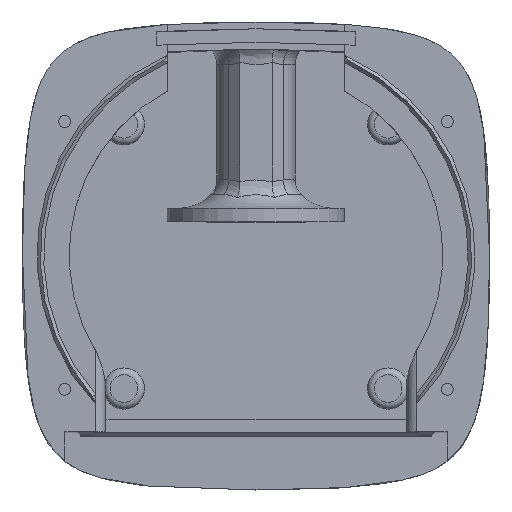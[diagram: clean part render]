
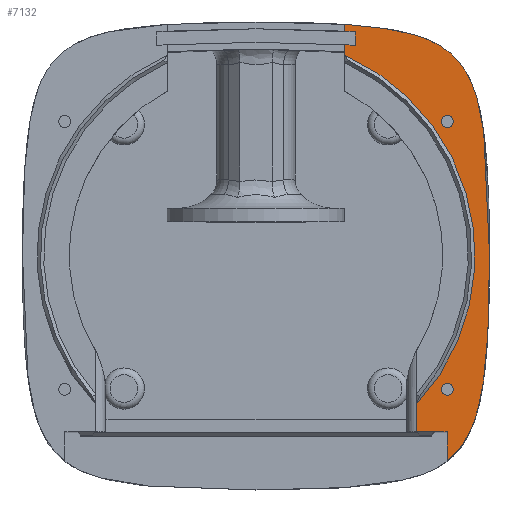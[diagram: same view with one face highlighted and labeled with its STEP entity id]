
A CAD part, top view. The second image highlights one B-rep face of the part: STEP entity #7132.
In plain terms, the highlighted planar face has unit normal (0, 0, 1).
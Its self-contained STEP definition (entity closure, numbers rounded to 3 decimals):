
#86=FACE_BOUND('',#2178,.T.);
#87=FACE_BOUND('',#2179,.T.);
#161=(
BOUNDED_CURVE()
B_SPLINE_CURVE(2,(#10704,#10705,#10706),.UNSPECIFIED.,.F.,.F.)
B_SPLINE_CURVE_WITH_KNOTS((3,3),(-5.216,0.),.UNSPECIFIED.)
CURVE()
GEOMETRIC_REPRESENTATION_ITEM()
RATIONAL_B_SPLINE_CURVE((1.66,1.733,1.))
REPRESENTATION_ITEM('')
);
#162=(
BOUNDED_CURVE()
B_SPLINE_CURVE(2,(#10708,#10709,#10710),.UNSPECIFIED.,.F.,.F.)
B_SPLINE_CURVE_WITH_KNOTS((3,3),(-9.494,-1.076),
 .UNSPECIFIED.)
CURVE()
GEOMETRIC_REPRESENTATION_ITEM()
RATIONAL_B_SPLINE_CURVE((1.,2.182,1.268))
REPRESENTATION_ITEM('')
);
#186=PLANE('',#7563);
#423=LINE('',#10698,#1082);
#424=LINE('',#10700,#1083);
#425=LINE('',#10702,#1084);
#426=LINE('',#10712,#1085);
#427=LINE('',#10719,#1086);
#428=LINE('',#10728,#1087);
#1082=VECTOR('',#8146,10.);
#1083=VECTOR('',#8147,10.);
#1084=VECTOR('',#8148,10.);
#1085=VECTOR('',#8149,10.);
#1086=VECTOR('',#8150,10.);
#1087=VECTOR('',#8151,10.);
#1764=FACE_OUTER_BOUND('',#2177,.T.);
#2177=EDGE_LOOP('',(#4972,#4973,#4974,#4975,#4976,#4977,#4978,#4979,#4980,
#4981,#4982));
#2178=EDGE_LOOP('',(#4983));
#2179=EDGE_LOOP('',(#4984));
#2634=B_SPLINE_CURVE_WITH_KNOTS('',3,(#10714,#10715,#10716,#10717),
 .UNSPECIFIED.,.F.,.F.,(4,4),(1.084,1.275),
 .UNSPECIFIED.);
#2635=B_SPLINE_CURVE_WITH_KNOTS('',3,(#10721,#10722,#10723,#10724,#10725,
#10726,#10727),.UNSPECIFIED.,.F.,.F.,(4,3,4),(-1.297,-1.261,
-1.1),.UNSPECIFIED.);
#2840=CIRCLE('',#7560,51.6);
#2842=CIRCLE('',#7564,1.4);
#2843=CIRCLE('',#7565,1.4);
#3065=VERTEX_POINT('',#10664);
#3070=VERTEX_POINT('',#10683);
#3073=VERTEX_POINT('',#10697);
#3074=VERTEX_POINT('',#10699);
#3075=VERTEX_POINT('',#10701);
#3076=VERTEX_POINT('',#10703);
#3077=VERTEX_POINT('',#10707);
#3078=VERTEX_POINT('',#10711);
#3079=VERTEX_POINT('',#10713);
#3080=VERTEX_POINT('',#10718);
#3081=VERTEX_POINT('',#10720);
#3082=VERTEX_POINT('',#10729);
#3083=VERTEX_POINT('',#10731);
#3805=EDGE_CURVE('',#3070,#3065,#2840,.T.);
#3809=EDGE_CURVE('',#3065,#3073,#423,.T.);
#3810=EDGE_CURVE('',#3073,#3074,#424,.T.);
#3811=EDGE_CURVE('',#3074,#3075,#425,.T.);
#3812=EDGE_CURVE('',#3075,#3076,#161,.T.);
#3813=EDGE_CURVE('',#3076,#3077,#162,.T.);
#3814=EDGE_CURVE('',#3077,#3078,#426,.T.);
#3815=EDGE_CURVE('',#3078,#3079,#2634,.T.);
#3816=EDGE_CURVE('',#3079,#3080,#427,.T.);
#3817=EDGE_CURVE('',#3080,#3081,#2635,.T.);
#3818=EDGE_CURVE('',#3081,#3070,#428,.T.);
#3819=EDGE_CURVE('',#3082,#3082,#2842,.T.);
#3820=EDGE_CURVE('',#3083,#3083,#2843,.T.);
#4972=ORIENTED_EDGE('',*,*,#3805,.T.);
#4973=ORIENTED_EDGE('',*,*,#3809,.T.);
#4974=ORIENTED_EDGE('',*,*,#3810,.T.);
#4975=ORIENTED_EDGE('',*,*,#3811,.T.);
#4976=ORIENTED_EDGE('',*,*,#3812,.T.);
#4977=ORIENTED_EDGE('',*,*,#3813,.T.);
#4978=ORIENTED_EDGE('',*,*,#3814,.T.);
#4979=ORIENTED_EDGE('',*,*,#3815,.T.);
#4980=ORIENTED_EDGE('',*,*,#3816,.T.);
#4981=ORIENTED_EDGE('',*,*,#3817,.T.);
#4982=ORIENTED_EDGE('',*,*,#3818,.T.);
#4983=ORIENTED_EDGE('',*,*,#3819,.T.);
#4984=ORIENTED_EDGE('',*,*,#3820,.T.);
#7132=ADVANCED_FACE('',(#1764,#86,#87),#186,.T.);
#7560=AXIS2_PLACEMENT_3D('',#10689,#8136,#8137);
#7563=AXIS2_PLACEMENT_3D('',#10696,#8144,#8145);
#7564=AXIS2_PLACEMENT_3D('',#10730,#8152,#8153);
#7565=AXIS2_PLACEMENT_3D('',#10732,#8154,#8155);
#8136=DIRECTION('center_axis',(0.,0.,-1.));
#8137=DIRECTION('ref_axis',(0.731,-0.683,0.));
#8144=DIRECTION('center_axis',(0.,0.,1.));
#8145=DIRECTION('ref_axis',(1.,0.,0.));
#8146=DIRECTION('',(0.,-1.,0.));
#8147=DIRECTION('',(1.,0.,0.));
#8148=DIRECTION('',(0.,-1.,0.));
#8149=DIRECTION('',(0.,-1.,0.));
#8150=DIRECTION('',(0.,-1.,0.));
#8151=DIRECTION('',(0.,-1.,0.));
#8152=DIRECTION('center_axis',(0.,0.,-1.));
#8153=DIRECTION('ref_axis',(-1.,0.,0.));
#8154=DIRECTION('center_axis',(0.,0.,-1.));
#8155=DIRECTION('ref_axis',(-1.,0.,0.));
#10664=CARTESIAN_POINT('',(37.7,-35.232,140.));
#10683=CARTESIAN_POINT('',(20.9,47.178,140.));
#10689=CARTESIAN_POINT('Origin',(0.,0.,
140.));
#10696=CARTESIAN_POINT('Origin',(0.,0.,140.));
#10697=CARTESIAN_POINT('',(37.7,-41.5,140.));
#10698=CARTESIAN_POINT('',(37.7,-20.75,140.));
#10699=CARTESIAN_POINT('',(45.,-41.5,140.));
#10700=CARTESIAN_POINT('',(22.5,-41.5,140.));
#10701=CARTESIAN_POINT('',(45.,-48.274,140.));
#10702=CARTESIAN_POINT('',(45.,-24.137,140.));
#10703=CARTESIAN_POINT('',(55.,0.,140.));
#10704=CARTESIAN_POINT('Ctrl Pts',(45.,-48.274,140.));
#10705=CARTESIAN_POINT('Ctrl Pts',(55.,-40.696,140.));
#10706=CARTESIAN_POINT('Ctrl Pts',(55.,0.,140.));
#10707=CARTESIAN_POINT('',(20.9,54.443,140.));
#10708=CARTESIAN_POINT('Ctrl Pts',(55.,0.,140.));
#10709=CARTESIAN_POINT('Ctrl Pts',(55.,52.143,140.));
#10710=CARTESIAN_POINT('Ctrl Pts',(20.9,54.443,140.));
#10711=CARTESIAN_POINT('',(20.9,52.839,140.));
#10712=CARTESIAN_POINT('',(20.9,27.221,140.));
#10713=CARTESIAN_POINT('',(23.4,52.649,140.));
#10714=CARTESIAN_POINT('Ctrl Pts',(20.9,52.839,140.));
#10715=CARTESIAN_POINT('Ctrl Pts',(21.776,52.779,140.));
#10716=CARTESIAN_POINT('Ctrl Pts',(22.607,52.716,140.));
#10717=CARTESIAN_POINT('Ctrl Pts',(23.4,52.649,140.));
#10718=CARTESIAN_POINT('',(23.4,49.437,140.));
#10719=CARTESIAN_POINT('',(23.4,26.324,140.));
#10720=CARTESIAN_POINT('',(20.9,49.632,140.));
#10721=CARTESIAN_POINT('Ctrl Pts',(23.4,49.437,140.));
#10722=CARTESIAN_POINT('Ctrl Pts',(23.254,49.449,140.));
#10723=CARTESIAN_POINT('Ctrl Pts',(23.106,49.462,140.));
#10724=CARTESIAN_POINT('Ctrl Pts',(22.957,49.475,140.));
#10725=CARTESIAN_POINT('Ctrl Pts',(22.3,49.529,140.));
#10726=CARTESIAN_POINT('Ctrl Pts',(21.616,49.582,140.));
#10727=CARTESIAN_POINT('Ctrl Pts',(20.9,49.632,140.));
#10728=CARTESIAN_POINT('',(20.9,24.816,140.));
#10729=CARTESIAN_POINT('',(46.453,-31.547,140.));
#10730=CARTESIAN_POINT('Origin',(45.053,-31.547,140.));
#10731=CARTESIAN_POINT('',(46.453,31.547,140.));
#10732=CARTESIAN_POINT('Origin',(45.053,31.547,140.));
